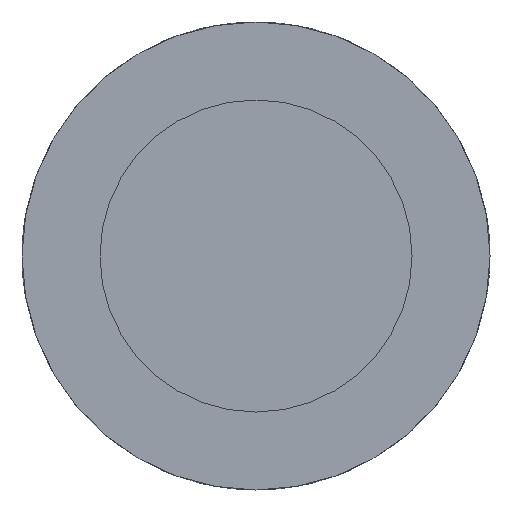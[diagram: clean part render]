
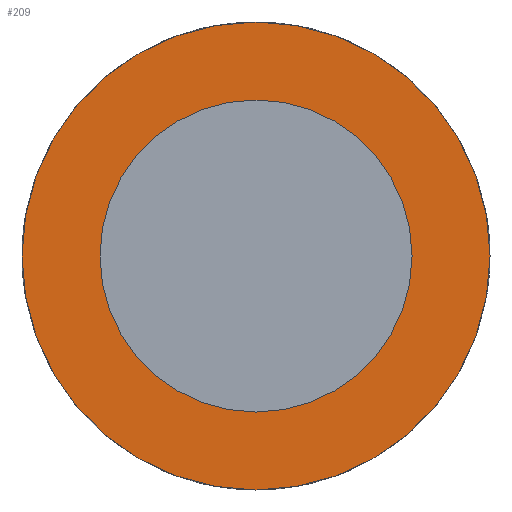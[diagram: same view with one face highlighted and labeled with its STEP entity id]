
A CAD part, front view. The second image highlights one B-rep face of the part: STEP entity #209.
In plain terms, the highlighted planar face has unit normal (0, -1, 0).
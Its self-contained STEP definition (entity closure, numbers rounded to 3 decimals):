
#18=FACE_BOUND('',#77,.T.);
#62=FACE_OUTER_BOUND('',#76,.T.);
#76=EDGE_LOOP('',(#185));
#77=EDGE_LOOP('',(#186,#187));
#87=CIRCLE('',#242,75.);
#88=CIRCLE('',#244,50.);
#89=CIRCLE('',#245,50.);
#106=VERTEX_POINT('',#454);
#107=VERTEX_POINT('',#459);
#108=VERTEX_POINT('',#460);
#131=EDGE_CURVE('',#106,#106,#87,.T.);
#134=EDGE_CURVE('',#107,#108,#88,.T.);
#135=EDGE_CURVE('',#108,#107,#89,.T.);
#185=ORIENTED_EDGE('',*,*,#131,.T.);
#186=ORIENTED_EDGE('',*,*,#134,.F.);
#187=ORIENTED_EDGE('',*,*,#135,.F.);
#199=PLANE('',#243);
#209=ADVANCED_FACE('',(#62,#18),#199,.F.);
#242=AXIS2_PLACEMENT_3D('',#455,#293,#294);
#243=AXIS2_PLACEMENT_3D('',#458,#297,#298);
#244=AXIS2_PLACEMENT_3D('',#461,#299,#300);
#245=AXIS2_PLACEMENT_3D('',#462,#301,#302);
#293=DIRECTION('center_axis',(0.,-1.,0.));
#294=DIRECTION('ref_axis',(-1.,0.,0.));
#297=DIRECTION('center_axis',(0.,1.,0.));
#298=DIRECTION('ref_axis',(-1.,0.,0.));
#299=DIRECTION('center_axis',(0.,-1.,0.));
#300=DIRECTION('ref_axis',(1.,0.,0.));
#301=DIRECTION('center_axis',(0.,-1.,0.));
#302=DIRECTION('ref_axis',(1.,0.,0.));
#454=CARTESIAN_POINT('',(75.,750.,0.));
#455=CARTESIAN_POINT('Origin',(0.,750.,0.));
#458=CARTESIAN_POINT('Origin',(62.5,750.,0.));
#459=CARTESIAN_POINT('',(50.,750.,0.));
#460=CARTESIAN_POINT('',(-50.,750.,0.));
#461=CARTESIAN_POINT('Origin',(0.,750.,0.));
#462=CARTESIAN_POINT('Origin',(0.,750.,0.));
